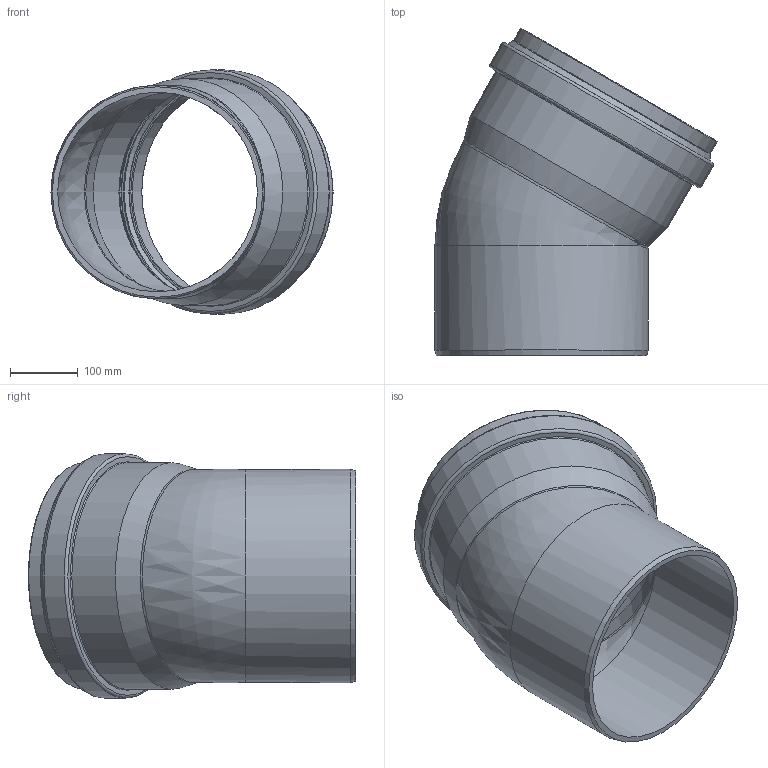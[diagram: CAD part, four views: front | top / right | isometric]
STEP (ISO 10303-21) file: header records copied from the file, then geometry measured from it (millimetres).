
FILE_DESCRIPTION(/* description */ (''),/* implementation_level */ '2;1');
FILE_NAME(/* name */ '771810 KG2000B Bogen DN_OD 315_30°.stp',/* time_stamp */ '2022-01-10T07:05:26+01:00',/* author */ ('LWM'),/* organization */ (''),/* preprocessor_version */ 'ST-DEVELOPER v18',/* originating_system */ 'Autodesk Inventor 2020',/* authorisation */ '');
FILE_SCHEMA (('AUTOMOTIVE_DESIGN { 1 0 10303 214 3 1 1 }'));
Length unit declared in the file: millimetre
Products named in the file (1): 771800 KG2000B Bogen DN_OD 315_15°
Bounding box: 417.11 x 483.92 x 361.2 mm (x, y, z)
Volume: 4221266.8 mm3; surface area: 909855.4 mm2
Topology: 1 solids, 1 shells, 41 faces, 138 edges, 100 vertices
Faces by surface type: torus 14, cylinder 11, cone 8, plane 5, bspline 3
Full cylindrical faces by diameter (mm): 295.3 x2, 315.3 x1, 317.1 x1, 317.5 x2, 335.1 x1, 335.5 x1, 343.2 x1, 361.2 x1
Entity records: 1818 total; most frequent: CARTESIAN_POINT 459, DIRECTION 326, ORIENTED_EDGE 272, AXIS2_PLACEMENT_3D 154, EDGE_CURVE 136, CIRCLE 112, VERTEX_POINT 100, EDGE_LOOP 46
